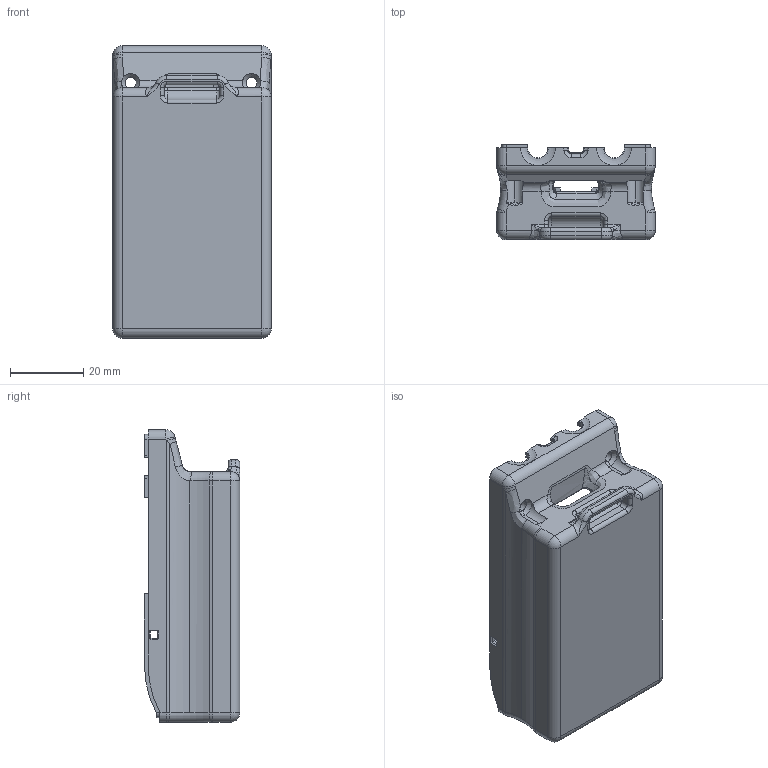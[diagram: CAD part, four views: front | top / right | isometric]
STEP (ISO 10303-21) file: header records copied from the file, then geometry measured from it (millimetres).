
FILE_DESCRIPTION (( 'STEP AP203' ), '1' );
FILE_NAME ('7146_Tympan_Rev-F_Bottom_Case_NoLabel.STEP', '2024-09-11T19:37:42', ( '' ), ( '' ), 'SwSTEP 2.0', 'SolidWorks 2023', '' );
FILE_SCHEMA (( 'CONFIG_CONTROL_DESIGN' ));
Length unit declared in the file: inch
Products named in the file (1): 7146_Tympan_Rev-F_Bottom_Case_NoLabel
Bounding box: 43.24 x 26.01 x 79.8 mm (x, y, z)
Volume: 14732.1 mm3; surface area: 17232.8 mm2
Topology: 1 solids, 1 shells, 612 faces, 1622 edges, 982 vertices
Faces by surface type: cylinder 187, plane 181, bspline 141, torus 70, cone 22, sphere 11
Entity records: 29422 total; most frequent: CARTESIAN_POINT 15256, ORIENTED_EDGE 3202, DIRECTION 2713, EDGE_CURVE 1601, AXIS2_PLACEMENT_3D 1012, VERTEX_POINT 982, LINE 689, VECTOR 689
